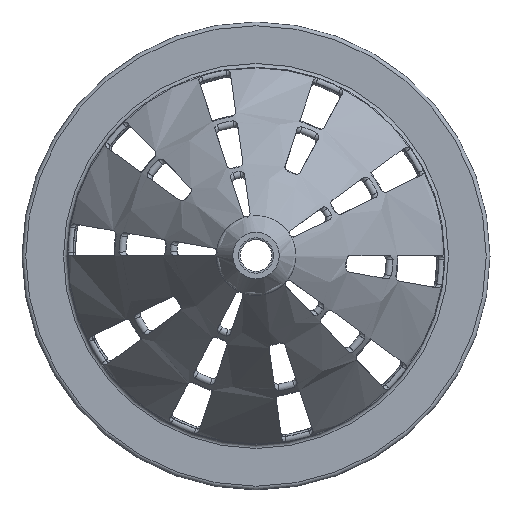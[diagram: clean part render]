
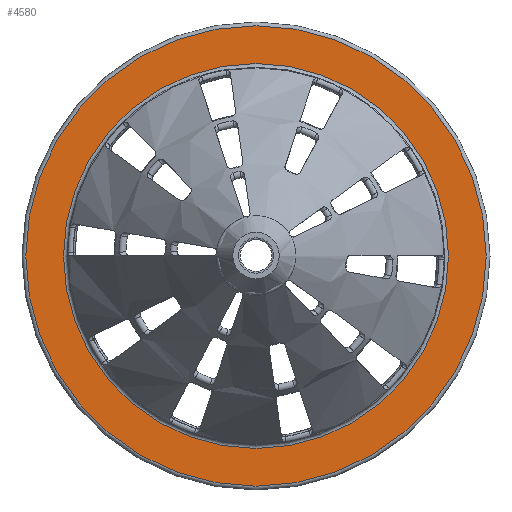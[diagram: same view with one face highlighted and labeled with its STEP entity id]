
A CAD part, top view. The second image highlights one B-rep face of the part: STEP entity #4580.
In plain terms, the highlighted planar face has unit normal (0, 0, 1).
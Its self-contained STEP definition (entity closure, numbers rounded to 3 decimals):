
#213=PLANE('',#4931);
#280=FACE_BOUND('',#582,.T.);
#302=FACE_OUTER_BOUND('',#581,.T.);
#581=EDGE_LOOP('',(#3235));
#582=EDGE_LOOP('',(#3236));
#1397=CIRCLE('',#4930,30.5);
#1398=CIRCLE('',#4932,25.5);
#1950=VERTEX_POINT('',#7148);
#1951=VERTEX_POINT('',#7152);
#2449=EDGE_CURVE('',#1950,#1950,#1397,.T.);
#2450=EDGE_CURVE('',#1951,#1951,#1398,.T.);
#3235=ORIENTED_EDGE('',*,*,#2449,.F.);
#3236=ORIENTED_EDGE('',*,*,#2450,.F.);
#4580=ADVANCED_FACE('',(#302,#280),#213,.T.);
#4930=AXIS2_PLACEMENT_3D('',#7150,#5397,#5398);
#4931=AXIS2_PLACEMENT_3D('',#7151,#5399,#5400);
#4932=AXIS2_PLACEMENT_3D('',#7153,#5401,#5402);
#5397=DIRECTION('center_axis',(0.,0.,-1.));
#5398=DIRECTION('ref_axis',(1.,0.,0.));
#5399=DIRECTION('center_axis',(0.,0.,1.));
#5400=DIRECTION('ref_axis',(1.,0.,0.));
#5401=DIRECTION('center_axis',(0.,0.,1.));
#5402=DIRECTION('ref_axis',(1.,0.,0.));
#7148=CARTESIAN_POINT('',(30.5,0.,0.));
#7150=CARTESIAN_POINT('Origin',(0.,0.,0.));
#7151=CARTESIAN_POINT('Origin',(-31.,0.,0.));
#7152=CARTESIAN_POINT('',(25.5,0.,0.));
#7153=CARTESIAN_POINT('Origin',(0.,0.,0.));
